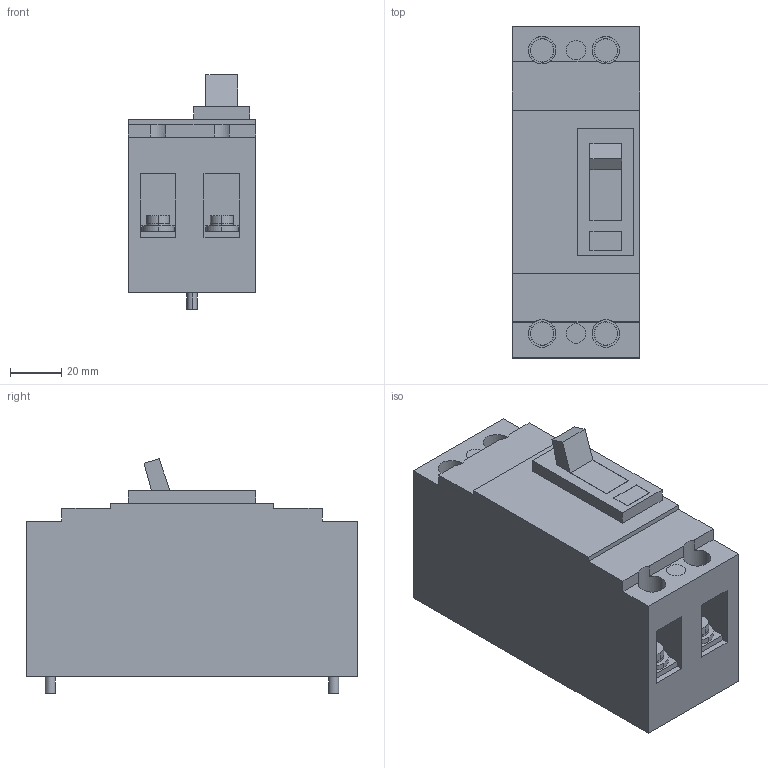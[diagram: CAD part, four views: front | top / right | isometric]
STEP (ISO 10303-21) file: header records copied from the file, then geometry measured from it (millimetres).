
FILE_DESCRIPTION(('CoCreate Modeling STEP Export'),'2;1');
FILE_NAME('Ｅ１００ＳＦ２Ｆ（６０－１００Ａ）.stp','2016-03-31T13:49:21',(''),(''),'CoCreate Modeling STEP processor for AP214 (Solid Model)','CoCreate Modeling 17.0 01-Apr-2010 (C) Parametric Technology GmbH','');
FILE_SCHEMA(('AUTOMOTIVE_DESIGN { 1 0 10303 214 1 1 1 1 }'));
Length unit declared in the file: millimetre
Products named in the file (5): p1; p2; p3; p4; \X2\FF25FF11FF10FF10FF33FF26FF12FF26FF08FF16FF10FF0DFF11FF10FF10FF21FF0

Assembly tree (11 placements, depth 2):
  \X2\FF25FF11FF10FF10FF33FF26FF12FF26FF08FF16FF10FF0DFF11FF10FF10FF21FF0

    p4  x4
    p3  x4
    p2  x2
    p1
Bounding box: 50 x 130 x 92.04 mm (x, y, z)
Volume: 406636.7 mm3; surface area: 56124.5 mm2
Topology: 11 solids, 11 shells, 219 faces, 502 edges, 334 vertices
Faces by surface type: plane 143, cylinder 76
Entity records: 4000 total; most frequent: ORIENTED_EDGE 680, CARTESIAN_POINT 648, DIRECTION 592, EDGE_CURVE 340, VECTOR 252, LINE 252, VERTEX_POINT 226, AXIS2_PLACEMENT_3D 170
